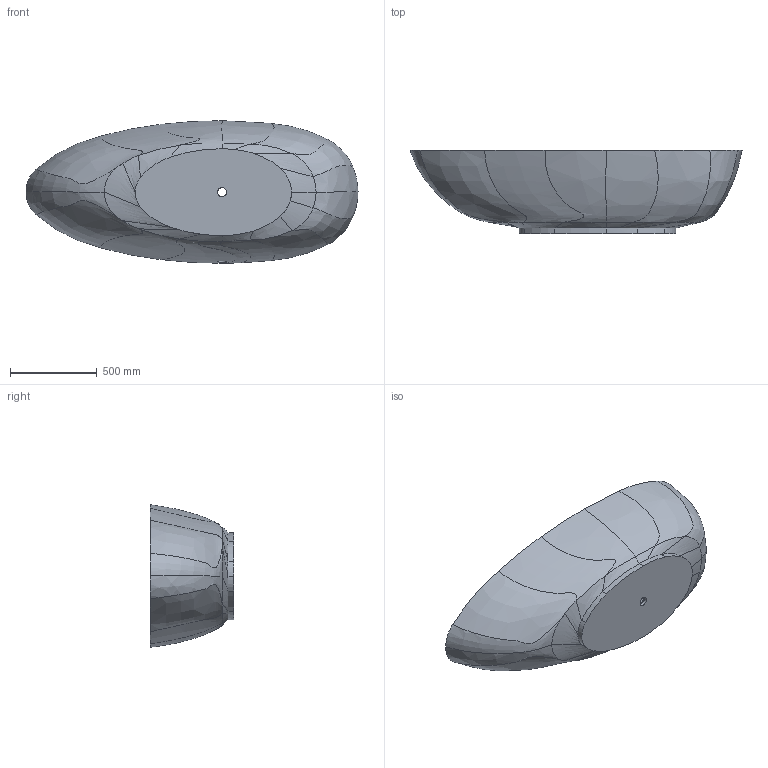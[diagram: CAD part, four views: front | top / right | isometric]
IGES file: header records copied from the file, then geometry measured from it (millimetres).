
Global section: file name: M11FCS TEA-1910; native system: AutoCAD 2016 - English; preprocessor: Autodesk Translation Framework DWG producer (atf_dwg_producer); organization: unknown; date: 20170222.161245; units: millimetre
Bounding box: 1910 x 480 x 820 mm (x, y, z)
Volume: 59708917.8 mm3; surface area: 4876589.7 mm2
Topology: 1 solids, 1 shells, 79 faces, 220 edges, 143 vertices
Faces by surface type: bspline 79
